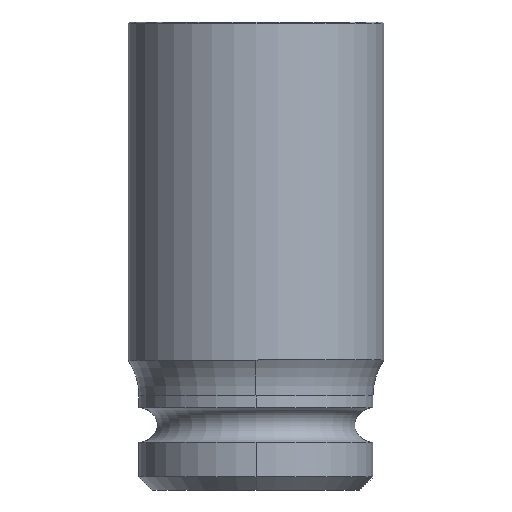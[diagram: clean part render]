
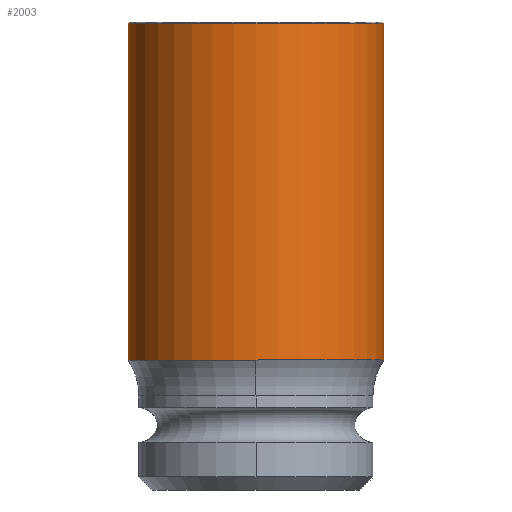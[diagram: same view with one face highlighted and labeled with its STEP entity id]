
A CAD part, left-side view. The second image highlights one B-rep face of the part: STEP entity #2003.
In plain terms, the highlighted cylindrical face has radius 29.5 mm (diameter 59 mm), a partial arc.
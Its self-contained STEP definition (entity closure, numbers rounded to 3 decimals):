
#378=DIRECTION('',(0.,0.,1.));
#379=VECTOR('',#378,77.7);
#380=CARTESIAN_POINT('',(0.,29.5,30.));
#381=LINE('',#380,#379);
#382=DIRECTION('',(0.,0.,1.));
#383=VECTOR('',#382,77.7);
#384=CARTESIAN_POINT('',(0.,-29.5,30.));
#385=LINE('',#384,#383);
#870=CARTESIAN_POINT('',(0.,0.,107.7));
#871=DIRECTION('',(0.,0.,1.));
#872=DIRECTION('',(0.,1.,0.));
#873=AXIS2_PLACEMENT_3D('',#870,#871,#872);
#875=CARTESIAN_POINT('',(0.,0.,30.));
#876=DIRECTION('',(0.,0.,1.));
#877=DIRECTION('',(-1.,0.,0.));
#878=AXIS2_PLACEMENT_3D('',#875,#876,#877);
#880=CARTESIAN_POINT('',(0.,0.,30.));
#881=DIRECTION('',(0.,0.,1.));
#882=DIRECTION('',(0.,1.,0.));
#883=AXIS2_PLACEMENT_3D('',#880,#881,#882);
#1001=CARTESIAN_POINT('',(0.,29.5,30.));
#1002=CARTESIAN_POINT('',(-29.5,0.,30.));
#1003=VERTEX_POINT('',#1001);
#1004=VERTEX_POINT('',#1002);
#1009=CARTESIAN_POINT('',(0.,-29.5,30.));
#1010=VERTEX_POINT('',#1009);
#1042=CARTESIAN_POINT('',(0.,-29.5,107.7));
#1043=CARTESIAN_POINT('',(0.,29.5,107.7));
#1044=VERTEX_POINT('',#1042);
#1045=VERTEX_POINT('',#1043);
#1991=CARTESIAN_POINT('',(0.,0.,26.1));
#1992=DIRECTION('',(0.,0.,1.));
#1993=DIRECTION('',(0.,1.,0.));
#1994=AXIS2_PLACEMENT_3D('',#1991,#1992,#1993);
#1995=CYLINDRICAL_SURFACE('',#1994,29.5);
#1996=ORIENTED_EDGE('',*,*,#1985,.T.);
#1997=ORIENTED_EDGE('',*,*,#1373,.F.);
#1998=ORIENTED_EDGE('',*,*,#1340,.F.);
#1999=ORIENTED_EDGE('',*,*,#1354,.F.);
#2000=ORIENTED_EDGE('',*,*,#1370,.T.);
#2001=EDGE_LOOP('',(#1996,#1997,#1998,#1999,#2000));
#2002=FACE_OUTER_BOUND('',#2001,.F.);
#2003=ADVANCED_FACE('',(#2002),#1995,.T.);
#874=CIRCLE('',#873,29.5);
#879=CIRCLE('',#878,29.5);
#884=CIRCLE('',#883,29.5);
#1340=EDGE_CURVE('',#1004,#1010,#879,.T.);
#1354=EDGE_CURVE('',#1003,#1004,#884,.T.);
#1370=EDGE_CURVE('',#1003,#1045,#381,.T.);
#1373=EDGE_CURVE('',#1010,#1044,#385,.T.);
#1985=EDGE_CURVE('',#1045,#1044,#874,.T.);
